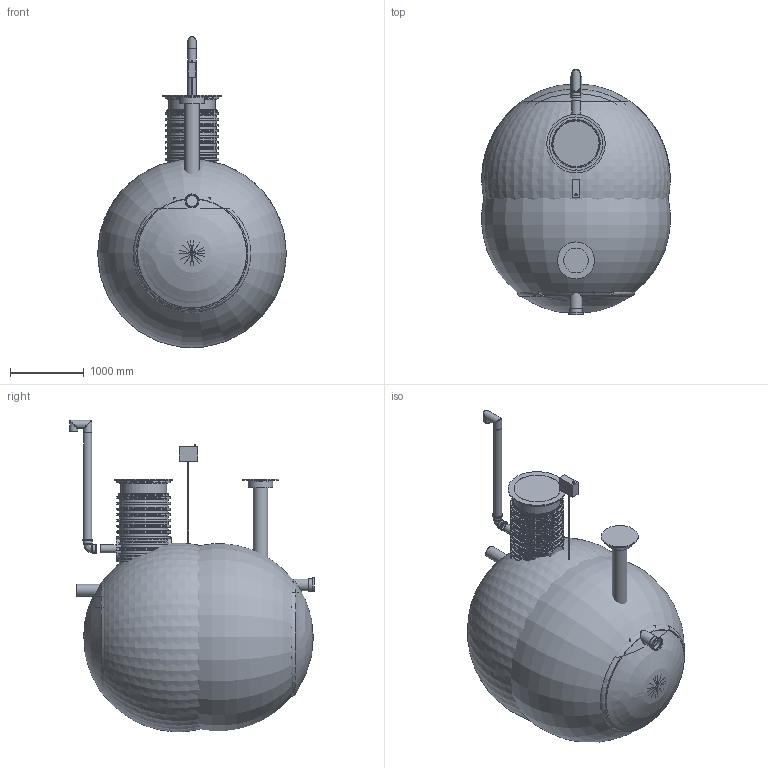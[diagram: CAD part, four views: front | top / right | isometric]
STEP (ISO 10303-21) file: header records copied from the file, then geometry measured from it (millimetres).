
FILE_DESCRIPTION(/* description */ ('Unknown'),/* implementation_level */ '2;1');
FILE_NAME(/* name */ 'Rasvaeraldaja NS10',/* time_stamp */ '2023-04-11T14:11:39+03:00',/* author */ ('Unknown'),/* organization */ ('Unknown'),/* preprocessor_version */ 'ST-DEVELOPER v18.1',/* originating_system */ 'Solid Edge',/* authorisation */ 'Unknown');
FILE_SCHEMA (('AUTOMOTIVE_DESIGN {1 0 10303 214 3 1 1}'));
Length unit declared in the file: millimetre
Products named in the file (39): NS10 Rasvaeraldaja 2023; 2259.013; 2259.002; 2259.014; Polv160; Muhvtoru160; Kolmik D160; 2259.004; 2259.005; 2259.006; 2259.007; 2259.010; Sette maht; 2259.011; muhvots_200; 49301 D200 toru; Ribi 1600; 2259.loikega; D665 KP silinder 26.04.19; PE_vent_malm_L=1500; PVC_polv_110; PE venttoru DN100 L=1500; Rotoventiots; Rasvakamber 2259; 2697.001 tihend teeninduskaevule 670_var2; Rasvakiht 2259; 49301 teeninduskaev; Malmluuk 315; Ujuk_oa_0; Ujuk_oa_1; 2703.001; RoundTubing 63x4.7_oa_2; RoundTubing 110x6.6_oa_3; Malmluuk_D600_(Ginmika); Malmluugi_korpus_D600_(Ginmika); Malmluugi_kaan_D600_(Ginmika); Ujuk_oa_4; RoundTubing 25x2.3_oa_5; elektrikarp loikefotole
Assembly tree (40 placements, depth 3):
  NS10 Rasvaeraldaja 2023
    2259.013
    2259.002
    2259.014
    Polv160
    Muhvtoru160
    Kolmik D160
    2259.004
    2259.005
    2259.006
    2259.007
    2259.010
    Sette maht
    2259.011
    muhvots_200
    49301 D200 toru
    Ribi 1600  x2
    2259.loikega
    D665 KP silinder 26.04.19
    PE_vent_malm_L=1500
      PVC_polv_110
      PE venttoru DN100 L=1500
      Rotoventiots
    Rasvakamber 2259
    2697.001 tihend teeninduskaevule 670_var2  x2
    Rasvakiht 2259
    49301 teeninduskaev
    Malmluuk 315
    Ujuk_oa_0
    Ujuk_oa_1
    2703.001
    RoundTubing 63x4.7_oa_2
    RoundTubing 110x6.6_oa_3
    Malmluuk_D600_(Ginmika)
      Malmluugi_korpus_D600_(Ginmika)
      Malmluugi_kaan_D600_(Ginmika)
    Ujuk_oa_4
    RoundTubing 25x2.3_oa_5
    elektrikarp loikefotole
Bounding box: 2555.02 x 3314.27 x 4210.94 mm (x, y, z)
Volume: 24348338500.2 mm3; surface area: 153398974.6 mm2
Topology: 40 solids, 40 shells, 776 faces, 1777 edges, 1160 vertices
Faces by surface type: plane 305, cylinder 265, torus 153, cone 25, bspline 25, sphere 3
Full cylindrical faces by diameter (mm): 6 x1, 8.5 x3, 10 x31, 20 x1, 20.4 x1, 25 x1, 53.6 x1, 63 x1, 96.8 x1, 100 x2, 103.2 x3, 105 x1, 110 x9, 120 x2, 130 x2, 148 x7, 156 x1, 160 x16, 168 x2, 170 x6, 174 x3, 178 x2, 186 x3, 190 x4, 200 x4, 205 x1, 215 x1, 315 x1, 335 x1, 500 x1
Entity records: 23340 total; most frequent: CARTESIAN_POINT 7144, DIRECTION 3211, ORIENTED_EDGE 2602, AXIS2_PLACEMENT_3D 1443, EDGE_CURVE 1301, FACE_BOUND 1231, EDGE_LOOP 1228, VERTEX_POINT 1006
